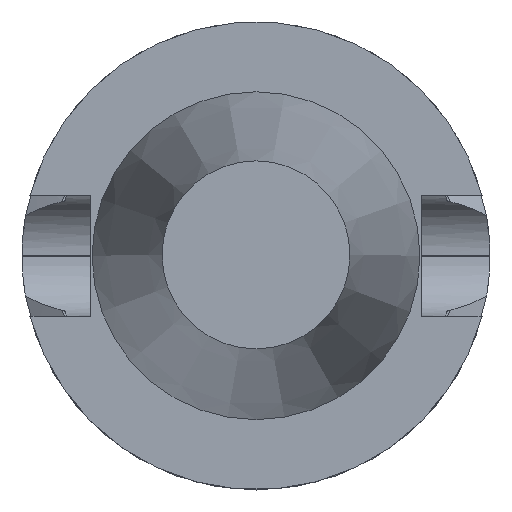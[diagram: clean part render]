
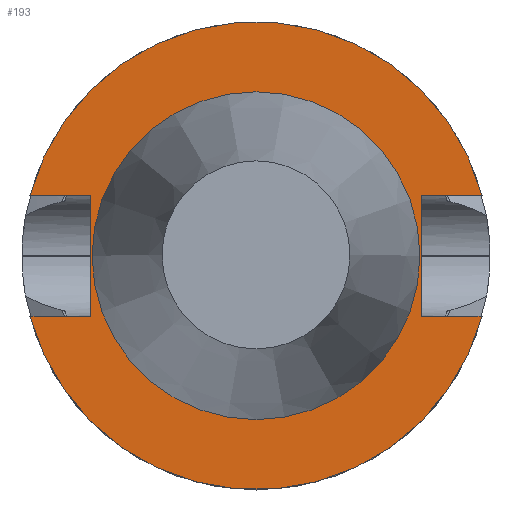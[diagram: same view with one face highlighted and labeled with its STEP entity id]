
A CAD part, top view. The second image highlights one B-rep face of the part: STEP entity #193.
In plain terms, the highlighted planar face has unit normal (0, 0, 1).
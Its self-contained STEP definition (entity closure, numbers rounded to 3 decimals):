
#58=LINE('',#1270,#94);
#59=LINE('',#1273,#95);
#60=LINE('',#1274,#96);
#61=LINE('',#1276,#97);
#62=LINE('',#1278,#98);
#63=LINE('',#1279,#99);
#94=VECTOR('',#1023,1.);
#95=VECTOR('',#1024,1.);
#96=VECTOR('',#1025,1.);
#97=VECTOR('',#1026,1.);
#98=VECTOR('',#1027,1.);
#99=VECTOR('',#1028,1.);
#166=PLANE('',#886);
#193=ADVANCED_FACE('CU_FL_SU_5',(#269,#270),#166,.F.);
#269=FACE_BOUND('',#330,.T.);
#270=FACE_BOUND('',#331,.T.);
#330=EDGE_LOOP('',(#420,#421,#422,#423,#424,#425,#426,#427));
#331=EDGE_LOOP('',(#428));
#420=ORIENTED_EDGE('',*,*,#698,.F.);
#421=ORIENTED_EDGE('',*,*,#699,.T.);
#422=ORIENTED_EDGE('',*,*,#697,.F.);
#423=ORIENTED_EDGE('',*,*,#700,.F.);
#424=ORIENTED_EDGE('',*,*,#701,.T.);
#425=ORIENTED_EDGE('',*,*,#702,.T.);
#426=ORIENTED_EDGE('',*,*,#693,.T.);
#427=ORIENTED_EDGE('',*,*,#703,.F.);
#428=ORIENTED_EDGE('',*,*,#704,.T.);
#613=VERTEX_POINT('',#1253);
#616=VERTEX_POINT('',#1258);
#618=VERTEX_POINT('',#1263);
#620=VERTEX_POINT('',#1267);
#621=VERTEX_POINT('',#1271);
#622=VERTEX_POINT('',#1272);
#623=VERTEX_POINT('',#1275);
#624=VERTEX_POINT('',#1277);
#625=VERTEX_POINT('',#1281);
#693=EDGE_CURVE('',#613,#616,#792,.T.);
#697=EDGE_CURVE('',#620,#618,#794,.T.);
#698=EDGE_CURVE('',#621,#622,#58,.T.);
#699=EDGE_CURVE('',#621,#618,#59,.T.);
#700=EDGE_CURVE('',#623,#620,#60,.T.);
#701=EDGE_CURVE('',#623,#624,#61,.T.);
#702=EDGE_CURVE('',#624,#613,#62,.T.);
#703=EDGE_CURVE('',#622,#616,#63,.T.);
#704=EDGE_CURVE('',#625,#625,#795,.T.);
#792=CIRCLE('',#880,49.987);
#794=CIRCLE('',#883,49.987);
#795=CIRCLE('',#885,34.7);
#880=AXIS2_PLACEMENT_3D('',#1259,#1011,#1012);
#883=AXIS2_PLACEMENT_3D('',#1268,#1019,#1020);
#885=AXIS2_PLACEMENT_3D('',#1280,#1029,#1030);
#886=AXIS2_PLACEMENT_3D('',#1282,#1031,#1032);
#1011=DIRECTION('',(0.,0.,1.));
#1012=DIRECTION('',(-1.,0.,0.));
#1019=DIRECTION('',(0.,0.,-1.));
#1020=DIRECTION('',(-1.,0.,0.));
#1023=DIRECTION('',(0.,1.,0.));
#1024=DIRECTION('',(-1.,0.,0.));
#1025=DIRECTION('',(1.,0.,0.));
#1026=DIRECTION('',(0.,1.,0.));
#1027=DIRECTION('',(1.,0.,0.));
#1028=DIRECTION('',(-1.,0.,0.));
#1029=DIRECTION('',(0.,0.,-1.));
#1030=DIRECTION('',(-1.,0.,0.));
#1031=DIRECTION('',(0.,0.,-1.));
#1032=DIRECTION('',(-1.,0.,0.));
#1253=CARTESIAN_POINT('',(48.293,12.903,-1.5));
#1258=CARTESIAN_POINT('',(-48.293,12.903,-1.5));
#1259=CARTESIAN_POINT('',(0.,0.,-1.5));
#1263=CARTESIAN_POINT('',(-48.293,-12.903,-1.5));
#1267=CARTESIAN_POINT('',(48.293,-12.903,-1.5));
#1268=CARTESIAN_POINT('',(0.,0.,-1.5));
#1270=CARTESIAN_POINT('',(-35.3,34.7,-1.5));
#1271=CARTESIAN_POINT('',(-35.3,-12.903,-1.5));
#1272=CARTESIAN_POINT('',(-35.3,12.903,-1.5));
#1273=CARTESIAN_POINT('',(-59.987,-12.903,-1.5));
#1274=CARTESIAN_POINT('',(0.,-12.903,-1.5));
#1275=CARTESIAN_POINT('',(35.3,-12.903,-1.5));
#1276=CARTESIAN_POINT('',(35.3,34.7,-1.5));
#1277=CARTESIAN_POINT('',(35.3,12.903,-1.5));
#1278=CARTESIAN_POINT('',(59.987,12.903,-1.5));
#1279=CARTESIAN_POINT('',(0.,12.903,-1.5));
#1280=CARTESIAN_POINT('',(0.,0.,-1.5));
#1281=CARTESIAN_POINT('',(-34.7,0.,-1.5));
#1282=CARTESIAN_POINT('',(0.,34.7,-1.5));
